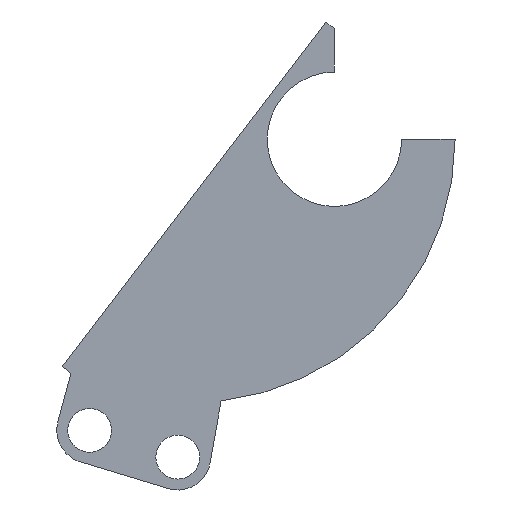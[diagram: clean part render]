
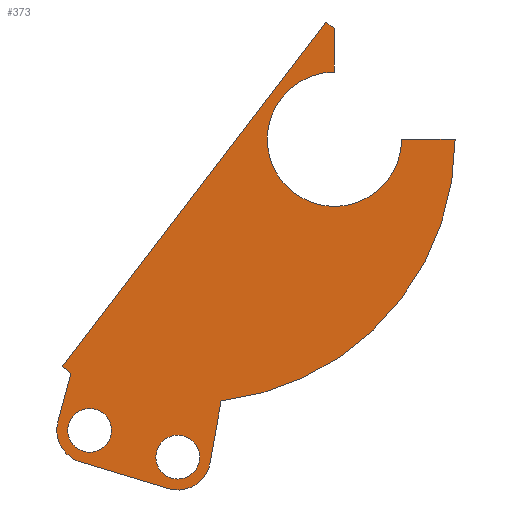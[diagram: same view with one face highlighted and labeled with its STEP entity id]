
A CAD part, front view. The second image highlights one B-rep face of the part: STEP entity #373.
In plain terms, the highlighted planar face has unit normal (0, -1, 0).
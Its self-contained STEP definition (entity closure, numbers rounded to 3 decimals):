
#17=FACE_BOUND('',#80,.T.);
#18=FACE_BOUND('',#81,.T.);
#19=CIRCLE('',#392,6.125);
#22=CIRCLE('',#397,2.);
#24=CIRCLE('',#400,2.);
#25=CIRCLE('',#403,3.);
#27=CIRCLE('',#407,3.);
#29=CIRCLE('',#412,24.);
#31=CIRCLE('',#416,6.125);
#58=FACE_OUTER_BOUND('',#79,.T.);
#79=EDGE_LOOP('',(#326,#327,#328,#329,#330,#331,#332,#333,#334,#335,#336,
#337,#338,#339,#340));
#80=EDGE_LOOP('',(#341));
#81=EDGE_LOOP('',(#342));
#83=LINE('',#532,#120);
#89=LINE('',#544,#126);
#90=LINE('',#546,#127);
#94=LINE('',#558,#131);
#98=LINE('',#574,#135);
#102=LINE('',#586,#139);
#106=LINE('',#598,#143);
#109=LINE('',#604,#146);
#113=LINE('',#616,#150);
#117=LINE('',#627,#154);
#120=VECTOR('',#426,10.);
#126=VECTOR('',#434,10.);
#127=VECTOR('',#437,10.);
#131=VECTOR('',#449,10.);
#135=VECTOR('',#467,10.);
#139=VECTOR('',#479,10.);
#143=VECTOR('',#491,10.);
#146=VECTOR('',#496,10.);
#150=VECTOR('',#508,10.);
#154=VECTOR('',#520,10.);
#156=VERTEX_POINT('',#528);
#158=VERTEX_POINT('',#531);
#160=VERTEX_POINT('',#537);
#163=VERTEX_POINT('',#542);
#164=VERTEX_POINT('',#549);
#165=VERTEX_POINT('',#550);
#169=VERTEX_POINT('',#563);
#171=VERTEX_POINT('',#569);
#172=VERTEX_POINT('',#573);
#174=VERTEX_POINT('',#579);
#176=VERTEX_POINT('',#585);
#178=VERTEX_POINT('',#591);
#180=VERTEX_POINT('',#597);
#182=VERTEX_POINT('',#603);
#184=VERTEX_POINT('',#609);
#186=VERTEX_POINT('',#615);
#188=VERTEX_POINT('',#621);
#191=EDGE_CURVE('',#156,#158,#83,.T.);
#197=EDGE_CURVE('',#160,#163,#89,.T.);
#198=EDGE_CURVE('',#158,#163,#90,.T.);
#200=EDGE_CURVE('',#164,#165,#19,.T.);
#204=EDGE_CURVE('',#165,#160,#94,.T.);
#208=EDGE_CURVE('',#169,#169,#22,.T.);
#211=EDGE_CURVE('',#171,#171,#24,.T.);
#212=EDGE_CURVE('',#156,#172,#98,.T.);
#215=EDGE_CURVE('',#174,#172,#25,.T.);
#218=EDGE_CURVE('',#174,#176,#102,.T.);
#221=EDGE_CURVE('',#178,#176,#27,.T.);
#224=EDGE_CURVE('',#180,#178,#106,.T.);
#227=EDGE_CURVE('',#182,#180,#109,.T.);
#230=EDGE_CURVE('',#184,#182,#29,.T.);
#233=EDGE_CURVE('',#186,#184,#113,.T.);
#236=EDGE_CURVE('',#186,#188,#31,.T.);
#239=EDGE_CURVE('',#164,#188,#117,.T.);
#326=ORIENTED_EDGE('',*,*,#239,.F.);
#327=ORIENTED_EDGE('',*,*,#200,.T.);
#328=ORIENTED_EDGE('',*,*,#204,.T.);
#329=ORIENTED_EDGE('',*,*,#197,.T.);
#330=ORIENTED_EDGE('',*,*,#198,.F.);
#331=ORIENTED_EDGE('',*,*,#191,.F.);
#332=ORIENTED_EDGE('',*,*,#212,.T.);
#333=ORIENTED_EDGE('',*,*,#215,.F.);
#334=ORIENTED_EDGE('',*,*,#218,.T.);
#335=ORIENTED_EDGE('',*,*,#221,.F.);
#336=ORIENTED_EDGE('',*,*,#224,.F.);
#337=ORIENTED_EDGE('',*,*,#227,.F.);
#338=ORIENTED_EDGE('',*,*,#230,.F.);
#339=ORIENTED_EDGE('',*,*,#233,.F.);
#340=ORIENTED_EDGE('',*,*,#236,.T.);
#341=ORIENTED_EDGE('',*,*,#211,.F.);
#342=ORIENTED_EDGE('',*,*,#208,.F.);
#354=PLANE('',#420);
#373=ADVANCED_FACE('',(#58,#17,#18),#354,.F.);
#392=AXIS2_PLACEMENT_3D('',#551,#441,#442);
#397=AXIS2_PLACEMENT_3D('',#565,#456,#457);
#400=AXIS2_PLACEMENT_3D('',#571,#463,#464);
#403=AXIS2_PLACEMENT_3D('',#580,#472,#473);
#407=AXIS2_PLACEMENT_3D('',#592,#484,#485);
#412=AXIS2_PLACEMENT_3D('',#610,#501,#502);
#416=AXIS2_PLACEMENT_3D('',#622,#513,#514);
#420=AXIS2_PLACEMENT_3D('',#630,#524,#525);
#426=DIRECTION('',(-0.794,0.,0.608));
#434=DIRECTION('',(-0.794,0.,0.608));
#437=DIRECTION('',(0.608,0.,0.794));
#441=DIRECTION('center_axis',(0.,1.,0.));
#442=DIRECTION('ref_axis',(1.,0.,0.));
#449=DIRECTION('',(0.,0.,1.));
#456=DIRECTION('center_axis',(0.,-1.,0.));
#457=DIRECTION('ref_axis',(1.,0.,0.));
#463=DIRECTION('center_axis',(0.,-1.,0.));
#464=DIRECTION('ref_axis',(1.,0.,0.));
#467=DIRECTION('',(-0.259,0.,-0.966));
#472=DIRECTION('center_axis',(0.,1.,0.));
#473=DIRECTION('ref_axis',(-0.291,0.,-0.957));
#479=DIRECTION('',(0.957,0.,-0.291));
#484=DIRECTION('center_axis',(0.,1.,0.));
#485=DIRECTION('ref_axis',(0.985,0.,-0.174));
#491=DIRECTION('',(-0.174,0.,-0.985));
#496=DIRECTION('',(-0.172,0.,-0.985));
#501=DIRECTION('center_axis',(0.,1.,0.));
#502=DIRECTION('ref_axis',(1.,0.,0.));
#508=DIRECTION('',(1.,0.,0.));
#513=DIRECTION('center_axis',(0.,1.,0.));
#514=DIRECTION('ref_axis',(1.,0.,0.));
#520=DIRECTION('',(0.,0.,-1.));
#524=DIRECTION('center_axis',(0.,1.,0.));
#525=DIRECTION('ref_axis',(1.,0.,0.));
#528=CARTESIAN_POINT('',(-11.016,0.,-21.322));
#531=CARTESIAN_POINT('',(-11.811,0.,-20.715));
#532=CARTESIAN_POINT('',(-11.016,0.,-21.322));
#537=CARTESIAN_POINT('',(13.,0.,10.071));
#542=CARTESIAN_POINT('',(12.206,0.,10.678));
#544=CARTESIAN_POINT('',(13.,0.,10.071));
#546=CARTESIAN_POINT('',(-16.673,0.,-27.07));
#549=CARTESIAN_POINT('',(6.875,0.,0.));
#550=CARTESIAN_POINT('',(13.,0.,6.115));
#551=CARTESIAN_POINT('Origin',(13.,0.,-0.01));
#558=CARTESIAN_POINT('',(13.,0.,6.115));
#563=CARTESIAN_POINT('',(-11.309,0.,-26.54));
#565=CARTESIAN_POINT('Origin',(-9.309,0.,-26.54));
#569=CARTESIAN_POINT('',(-3.28,0.,-28.979));
#571=CARTESIAN_POINT('Origin',(-1.28,0.,-28.979));
#573=CARTESIAN_POINT('',(-12.206,0.,-25.763));
#574=CARTESIAN_POINT('',(-11.016,0.,-21.322));
#579=CARTESIAN_POINT('',(-10.181,0.,-29.41));
#580=CARTESIAN_POINT('Origin',(-9.309,0.,-26.54));
#585=CARTESIAN_POINT('',(-2.152,0.,-31.85));
#586=CARTESIAN_POINT('',(-10.181,0.,-29.41));
#591=CARTESIAN_POINT('',(1.675,0.,-29.5));
#592=CARTESIAN_POINT('Origin',(-1.28,0.,-28.979));
#597=CARTESIAN_POINT('',(2.476,0.,-24.955));
#598=CARTESIAN_POINT('',(2.476,0.,-24.955));
#603=CARTESIAN_POINT('',(2.669,0.,-23.851));
#604=CARTESIAN_POINT('',(2.669,0.,-23.851));
#609=CARTESIAN_POINT('',(24.,0.,0.));
#610=CARTESIAN_POINT('Origin',(0.,0.,0.));
#615=CARTESIAN_POINT('',(19.125,0.,0.));
#616=CARTESIAN_POINT('',(19.125,0.,0.));
#621=CARTESIAN_POINT('',(6.875,0.,-0.01));
#622=CARTESIAN_POINT('Origin',(13.,0.,-0.01));
#627=CARTESIAN_POINT('',(6.875,0.,0.));
#630=CARTESIAN_POINT('Origin',(5.846,0.,-14.134));
